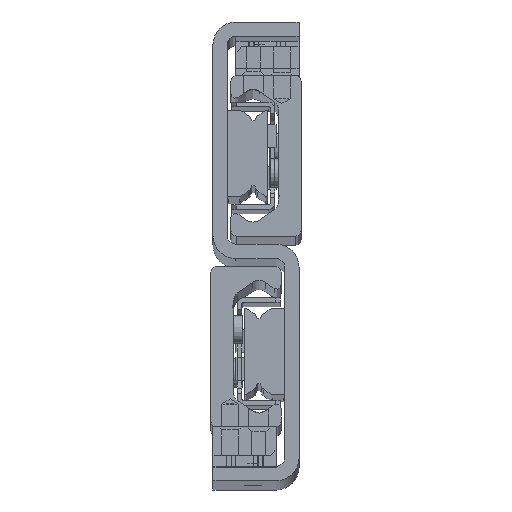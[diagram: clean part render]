
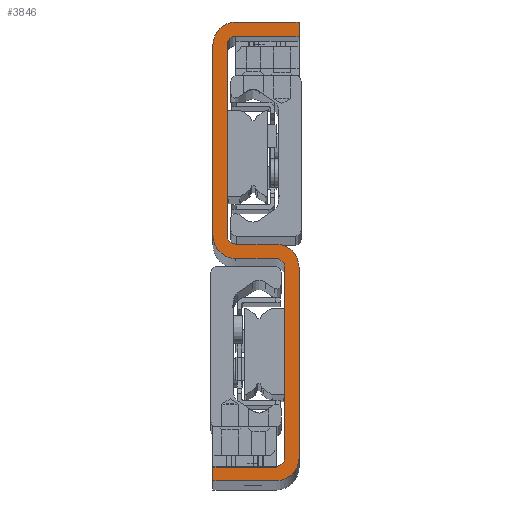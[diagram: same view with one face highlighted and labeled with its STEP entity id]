
A CAD part, top view. The second image highlights one B-rep face of the part: STEP entity #3846.
In plain terms, the highlighted planar face has unit normal (0, 0, 1).
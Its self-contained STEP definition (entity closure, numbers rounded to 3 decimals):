
#2908=CARTESIAN_POINT('',(15.0,80.0,930.0));
#2909=VERTEX_POINT('',#2908);
#2910=CARTESIAN_POINT('',(15.0,77.5,930.0));
#2911=VERTEX_POINT('',#2910);
#2912=CARTESIAN_POINT('',(15.0,80.0,930.0));
#2913=DIRECTION('',(0.0,-1.0,0.0));
#2914=VECTOR('',#2913,2.5);
#2915=LINE('',#2912,#2914);
#2916=EDGE_CURVE('',#2909,#2911,#2915,.T.);
#2948=CARTESIAN_POINT('',(4.,77.5,930.0));
#2949=VERTEX_POINT('',#2948);
#2950=CARTESIAN_POINT('',(15.0,77.5,930.0));
#2951=DIRECTION('',(-1.0,0.0,0.0));
#2952=VECTOR('',#2951,11.);
#2953=LINE('',#2950,#2952);
#2954=EDGE_CURVE('',#2911,#2949,#2953,.T.);
#3006=CARTESIAN_POINT('',(2.5,76.0,930.0));
#3007=VERTEX_POINT('',#3006);
#3008=CARTESIAN_POINT('',(4.,76.0,930.0));
#3009=DIRECTION('',(0.0,0.0,1.0));
#3010=DIRECTION('',(0.0,-1.0,0.0));
#3011=AXIS2_PLACEMENT_3D('',#3008,#3009,#3010);
#3012=CIRCLE('',#3011,1.5);
#3013=EDGE_CURVE('',#2949,#3007,#3012,.T.);
#3039=CARTESIAN_POINT('',(2.5,42.75,930.0));
#3040=VERTEX_POINT('',#3039);
#3041=CARTESIAN_POINT('',(2.5,76.0,930.0));
#3042=DIRECTION('',(0.0,-1.0,0.0));
#3043=VECTOR('',#3042,33.25);
#3044=LINE('',#3041,#3043);
#3045=EDGE_CURVE('',#3007,#3040,#3044,.T.);
#3106=CARTESIAN_POINT('',(4.,41.25,930.0));
#3107=VERTEX_POINT('',#3106);
#3108=CARTESIAN_POINT('',(4.,42.75,930.0));
#3109=DIRECTION('',(0.0,0.0,1.0));
#3110=DIRECTION('',(1.0,0.0,0.0));
#3111=AXIS2_PLACEMENT_3D('',#3108,#3109,#3110);
#3112=CIRCLE('',#3111,1.5);
#3113=EDGE_CURVE('',#3040,#3107,#3112,.T.);
#3139=CARTESIAN_POINT('',(11.,41.25,930.0));
#3140=VERTEX_POINT('',#3139);
#3141=CARTESIAN_POINT('',(4.,41.25,930.0));
#3142=DIRECTION('',(1.0,0.0,0.0));
#3143=VECTOR('',#3142,7.);
#3144=LINE('',#3141,#3143);
#3145=EDGE_CURVE('',#3107,#3140,#3144,.T.);
#3170=CARTESIAN_POINT('',(15.,37.25,930.0));
#3171=VERTEX_POINT('',#3170);
#3172=CARTESIAN_POINT('',(11.,37.25,930.0));
#3173=DIRECTION('',(0.0,0.0,-1.0));
#3174=DIRECTION('',(1.0,0.0,0.0));
#3175=AXIS2_PLACEMENT_3D('',#3172,#3173,#3174);
#3176=CIRCLE('',#3175,4.0);
#3177=EDGE_CURVE('',#3140,#3171,#3176,.T.);
#3203=CARTESIAN_POINT('',(15.,4.,930.0));
#3204=VERTEX_POINT('',#3203);
#3205=CARTESIAN_POINT('',(15.,37.25,930.0));
#3206=DIRECTION('',(0.0,-1.0,0.0));
#3207=VECTOR('',#3206,33.25);
#3208=LINE('',#3205,#3207);
#3209=EDGE_CURVE('',#3171,#3204,#3208,.T.);
#3270=CARTESIAN_POINT('',(11.0,0.,930.0));
#3271=VERTEX_POINT('',#3270);
#3272=CARTESIAN_POINT('',(11.,4.,930.0));
#3273=DIRECTION('',(0.0,0.0,-1.0));
#3274=DIRECTION('',(0.,-1.,0.0));
#3275=AXIS2_PLACEMENT_3D('',#3272,#3273,#3274);
#3276=CIRCLE('',#3275,4.);
#3277=EDGE_CURVE('',#3204,#3271,#3276,.T.);
#3303=CARTESIAN_POINT('',(0.0,0.0,930.0));
#3304=VERTEX_POINT('',#3303);
#3305=CARTESIAN_POINT('',(11.0,0.,930.0));
#3306=DIRECTION('',(-1.0,0.0,0.0));
#3307=VECTOR('',#3306,11.0);
#3308=LINE('',#3305,#3307);
#3309=EDGE_CURVE('',#3271,#3304,#3308,.T.);
#3361=CARTESIAN_POINT('',(0.0,2.5,930.0));
#3362=VERTEX_POINT('',#3361);
#3363=CARTESIAN_POINT('',(0.0,0.0,930.0));
#3364=DIRECTION('',(0.0,1.0,0.0));
#3365=VECTOR('',#3364,2.5);
#3366=LINE('',#3363,#3365);
#3367=EDGE_CURVE('',#3304,#3362,#3366,.T.);
#3392=CARTESIAN_POINT('',(11.,2.5,930.0));
#3393=VERTEX_POINT('',#3392);
#3394=CARTESIAN_POINT('',(0.0,2.5,930.0));
#3395=DIRECTION('',(1.0,0.0,0.0));
#3396=VECTOR('',#3395,11.);
#3397=LINE('',#3394,#3396);
#3398=EDGE_CURVE('',#3362,#3393,#3397,.T.);
#3450=CARTESIAN_POINT('',(12.5,4.0,930.0));
#3451=VERTEX_POINT('',#3450);
#3452=CARTESIAN_POINT('',(11.,4.0,930.0));
#3453=DIRECTION('',(0.0,0.0,1.0));
#3454=DIRECTION('',(0.0,1.0,0.0));
#3455=AXIS2_PLACEMENT_3D('',#3452,#3453,#3454);
#3456=CIRCLE('',#3455,1.5);
#3457=EDGE_CURVE('',#3393,#3451,#3456,.T.);
#3483=CARTESIAN_POINT('',(12.5,37.25,930.0));
#3484=VERTEX_POINT('',#3483);
#3485=CARTESIAN_POINT('',(12.5,4.0,930.0));
#3486=DIRECTION('',(0.0,1.0,0.0));
#3487=VECTOR('',#3486,33.25);
#3488=LINE('',#3485,#3487);
#3489=EDGE_CURVE('',#3451,#3484,#3488,.T.);
#3550=CARTESIAN_POINT('',(11.,38.75,930.0));
#3551=VERTEX_POINT('',#3550);
#3552=CARTESIAN_POINT('',(11.,37.25,930.0));
#3553=DIRECTION('',(0.0,0.0,1.0));
#3554=DIRECTION('',(-1.0,0.0,0.0));
#3555=AXIS2_PLACEMENT_3D('',#3552,#3553,#3554);
#3556=CIRCLE('',#3555,1.5);
#3557=EDGE_CURVE('',#3484,#3551,#3556,.T.);
#3583=CARTESIAN_POINT('',(4.,38.75,930.0));
#3584=VERTEX_POINT('',#3583);
#3585=CARTESIAN_POINT('',(11.,38.75,930.0));
#3586=DIRECTION('',(-1.0,0.0,0.0));
#3587=VECTOR('',#3586,7.);
#3588=LINE('',#3585,#3587);
#3589=EDGE_CURVE('',#3551,#3584,#3588,.T.);
#3614=CARTESIAN_POINT('',(0.0,42.75,930.0));
#3615=VERTEX_POINT('',#3614);
#3616=CARTESIAN_POINT('',(4.,42.75,930.0));
#3617=DIRECTION('',(0.0,0.0,-1.0));
#3618=DIRECTION('',(-1.0,0.0,0.0));
#3619=AXIS2_PLACEMENT_3D('',#3616,#3617,#3618);
#3620=CIRCLE('',#3619,4.);
#3621=EDGE_CURVE('',#3584,#3615,#3620,.T.);
#3647=CARTESIAN_POINT('',(0.0,76.0,930.0));
#3648=VERTEX_POINT('',#3647);
#3649=CARTESIAN_POINT('',(0.0,42.75,930.0));
#3650=DIRECTION('',(0.0,1.0,0.0));
#3651=VECTOR('',#3650,33.25);
#3652=LINE('',#3649,#3651);
#3653=EDGE_CURVE('',#3615,#3648,#3652,.T.);
#3714=CARTESIAN_POINT('',(4.,80.0,930.0));
#3715=VERTEX_POINT('',#3714);
#3716=CARTESIAN_POINT('',(4.,76.0,930.0));
#3717=DIRECTION('',(0.0,0.0,-1.0));
#3718=DIRECTION('',(0.0,1.0,0.0));
#3719=AXIS2_PLACEMENT_3D('',#3716,#3717,#3718);
#3720=CIRCLE('',#3719,4.0);
#3721=EDGE_CURVE('',#3648,#3715,#3720,.T.);
#3747=CARTESIAN_POINT('',(4.,80.0,930.0));
#3748=DIRECTION('',(1.0,0.0,0.0));
#3749=VECTOR('',#3748,11.);
#3750=LINE('',#3747,#3749);
#3751=EDGE_CURVE('',#3715,#2909,#3750,.T.);
#3819=CARTESIAN_POINT('',(7.5,40.,930.0));
#3820=DIRECTION('',(0.0,0.0,1.0));
#3821=DIRECTION('',(1.0,0.0,0.0));
#3822=AXIS2_PLACEMENT_3D('',#3819,#3820,#3821);
#3823=PLANE('',#3822);
#3824=ORIENTED_EDGE('',*,*,#2916,.F.);
#3825=ORIENTED_EDGE('',*,*,#3751,.F.);
#3826=ORIENTED_EDGE('',*,*,#3721,.F.);
#3827=ORIENTED_EDGE('',*,*,#3653,.F.);
#3828=ORIENTED_EDGE('',*,*,#3621,.F.);
#3829=ORIENTED_EDGE('',*,*,#3589,.F.);
#3830=ORIENTED_EDGE('',*,*,#3557,.F.);
#3831=ORIENTED_EDGE('',*,*,#3489,.F.);
#3832=ORIENTED_EDGE('',*,*,#3457,.F.);
#3833=ORIENTED_EDGE('',*,*,#3398,.F.);
#3834=ORIENTED_EDGE('',*,*,#3367,.F.);
#3835=ORIENTED_EDGE('',*,*,#3309,.F.);
#3836=ORIENTED_EDGE('',*,*,#3277,.F.);
#3837=ORIENTED_EDGE('',*,*,#3209,.F.);
#3838=ORIENTED_EDGE('',*,*,#3177,.F.);
#3839=ORIENTED_EDGE('',*,*,#3145,.F.);
#3840=ORIENTED_EDGE('',*,*,#3113,.F.);
#3841=ORIENTED_EDGE('',*,*,#3045,.F.);
#3842=ORIENTED_EDGE('',*,*,#3013,.F.);
#3843=ORIENTED_EDGE('',*,*,#2954,.F.);
#3844=EDGE_LOOP('',(#3824,#3825,#3826,#3827,#3828,#3829,#3830,#3831,#3832,#3833,#3834,#3835,#3836,#3837,#3838,#3839,#3840,#3841,#3842,#3843));
#3845=FACE_OUTER_BOUND('',#3844,.T.);
#3846=ADVANCED_FACE('',(#3845),#3823,.T.);
